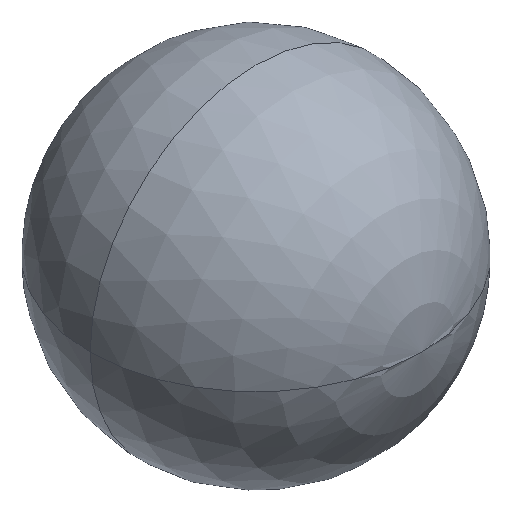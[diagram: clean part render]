
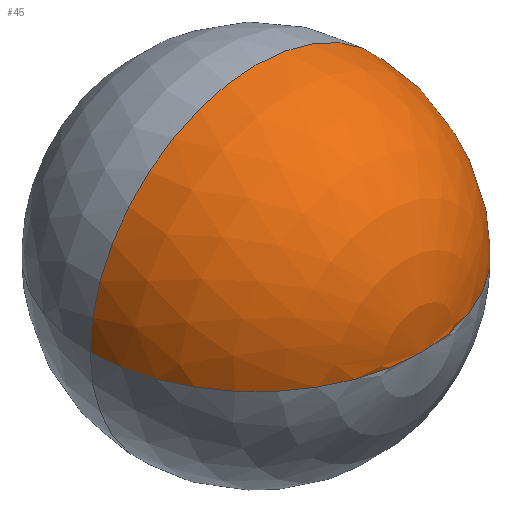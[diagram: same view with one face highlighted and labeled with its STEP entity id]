
A CAD part, isometric view. The second image highlights one B-rep face of the part: STEP entity #45.
In plain terms, the highlighted spherical face has radius 4.65 mm.
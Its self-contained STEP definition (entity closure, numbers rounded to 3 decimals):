
#5 = DIRECTION ( 'NONE',  ( 0., 1., 0. ) ) ;
#12 = CARTESIAN_POINT ( 'NONE',  ( 4.65, 0., 0. ) ) ;
#16 = CARTESIAN_POINT ( 'NONE',  ( 0., 0., 0. ) ) ;
#19 = DIRECTION ( 'NONE',  ( 0., 1., 0. ) ) ;
#20 = EDGE_CURVE ( 'NONE', #138, #153, #123, .T. ) ;
#21 = CARTESIAN_POINT ( 'NONE',  ( 0., 0., 0. ) ) ;
#23 = CARTESIAN_POINT ( 'NONE',  ( 0., 0., 4.65 ) ) ;
#39 = CARTESIAN_POINT ( 'NONE',  ( 0., 0., 0. ) ) ;
#43 = CIRCLE ( 'NONE', #148, 4.65 ) ;
#45 = ADVANCED_FACE ( 'NONE', ( #143 ), #80, .T. ) ;
#53 = DIRECTION ( 'NONE',  ( 1., 0., 0. ) ) ;
#60 = EDGE_CURVE ( 'NONE', #127, #138, #73, .T. ) ;
#73 = CIRCLE ( 'NONE', #98, 4.65 ) ;
#80 = SPHERICAL_SURFACE ( 'NONE', #171, 4.65 ) ;
#91 = DIRECTION ( 'NONE',  ( 0., -1., 0. ) ) ;
#92 = ORIENTED_EDGE ( 'NONE', *, *, #120, .T. ) ;
#98 = AXIS2_PLACEMENT_3D ( 'NONE', #166, #112, #106 ) ;
#106 = DIRECTION ( 'NONE',  ( -1., 0., 0. ) ) ;
#111 = ORIENTED_EDGE ( 'NONE', *, *, #20, .F. ) ;
#112 = DIRECTION ( 'NONE',  ( 0., 0., -1. ) ) ;
#120 = EDGE_CURVE ( 'NONE', #127, #153, #43, .T. ) ;
#123 = CIRCLE ( 'NONE', #137, 4.65 ) ;
#126 = DIRECTION ( 'NONE',  ( -1., 0., 0. ) ) ;
#127 = VERTEX_POINT ( 'NONE', #12 ) ;
#131 = CARTESIAN_POINT ( 'NONE',  ( -4.65, 0., 0. ) ) ;
#137 = AXIS2_PLACEMENT_3D ( 'NONE', #16, #19, #126 ) ;
#138 = VERTEX_POINT ( 'NONE', #131 ) ;
#143 = FACE_OUTER_BOUND ( 'NONE', #157, .T. ) ;
#148 = AXIS2_PLACEMENT_3D ( 'NONE', #39, #91, #152 ) ;
#152 = DIRECTION ( 'NONE',  ( 0., 0., -1. ) ) ;
#153 = VERTEX_POINT ( 'NONE', #23 ) ;
#157 = EDGE_LOOP ( 'NONE', ( #111, #167, #92 ) ) ;
#166 = CARTESIAN_POINT ( 'NONE',  ( 0., 0., 0. ) ) ;
#167 = ORIENTED_EDGE ( 'NONE', *, *, #60, .F. ) ;
#171 = AXIS2_PLACEMENT_3D ( 'NONE', #21, #5, #53 ) ;
